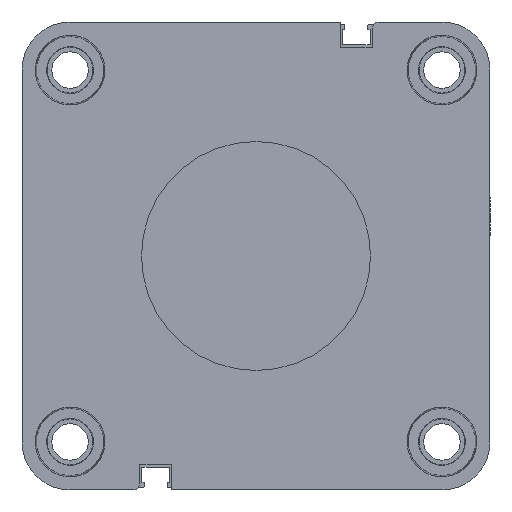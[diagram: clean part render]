
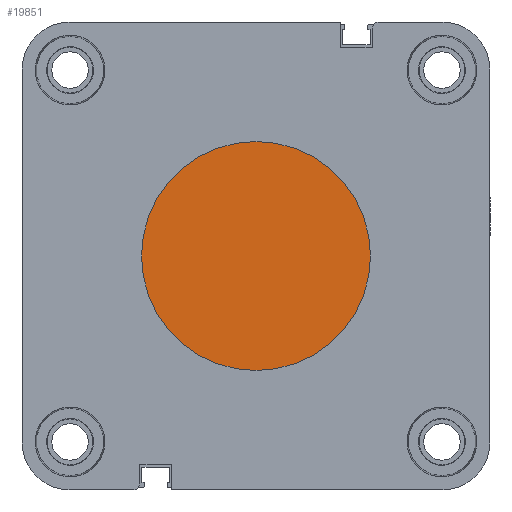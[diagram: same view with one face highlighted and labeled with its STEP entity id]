
A CAD part, left-side view. The second image highlights one B-rep face of the part: STEP entity #19851.
In plain terms, the highlighted planar face has unit normal (-1, 0, 0).
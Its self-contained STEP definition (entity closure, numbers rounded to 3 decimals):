
#1341 = EDGE_LOOP ( 'NONE', ( #12319, #16744 ) ) ;
#2450 = AXIS2_PLACEMENT_3D ( 'NONE', #2930, #10878, #15569 ) ;
#2592 = DIRECTION ( 'NONE',  ( -1., 0., 0. ) ) ;
#2930 = CARTESIAN_POINT ( 'NONE',  ( -40.72, 65.348, 111.11 ) ) ;
#4212 = DIRECTION ( 'NONE',  ( 0., 0., 1. ) ) ;
#4352 = PLANE ( 'NONE',  #13281 ) ;
#4678 = DIRECTION ( 'NONE',  ( 1., 0., 0. ) ) ;
#5171 = EDGE_CURVE ( 'NONE', #6008, #15291, #19728, .T. ) ;
#5304 = CARTESIAN_POINT ( 'NONE',  ( -40.72, 65.348, 83.71 ) ) ;
#6008 = VERTEX_POINT ( 'NONE', #5304 ) ;
#6982 = CARTESIAN_POINT ( 'NONE',  ( -40.72, 65.348, 138.51 ) ) ;
#7653 = CARTESIAN_POINT ( 'NONE',  ( -40.72, 65.348, 111.11 ) ) ;
#10878 = DIRECTION ( 'NONE',  ( 1., 0., 0. ) ) ;
#12319 = ORIENTED_EDGE ( 'NONE', *, *, #18324, .F. ) ;
#13028 = CIRCLE ( 'NONE', #14537, 27.4 ) ;
#13281 = AXIS2_PLACEMENT_3D ( 'NONE', #15575, #2592, #4212 ) ;
#14537 = AXIS2_PLACEMENT_3D ( 'NONE', #7653, #4678, #15831 ) ;
#15291 = VERTEX_POINT ( 'NONE', #6982 ) ;
#15569 = DIRECTION ( 'NONE',  ( 0., 0., 1. ) ) ;
#15575 = CARTESIAN_POINT ( 'NONE',  ( -40.72, 65.348, 111.11 ) ) ;
#15831 = DIRECTION ( 'NONE',  ( 0., 0., 1. ) ) ;
#16744 = ORIENTED_EDGE ( 'NONE', *, *, #5171, .F. ) ;
#17104 = FACE_OUTER_BOUND ( 'NONE', #1341, .T. ) ;
#18324 = EDGE_CURVE ( 'NONE', #15291, #6008, #13028, .T. ) ;
#19728 = CIRCLE ( 'NONE', #2450, 27.4 ) ;
#19851 = ADVANCED_FACE ( 'NONE', ( #17104 ), #4352, .T. ) ;
